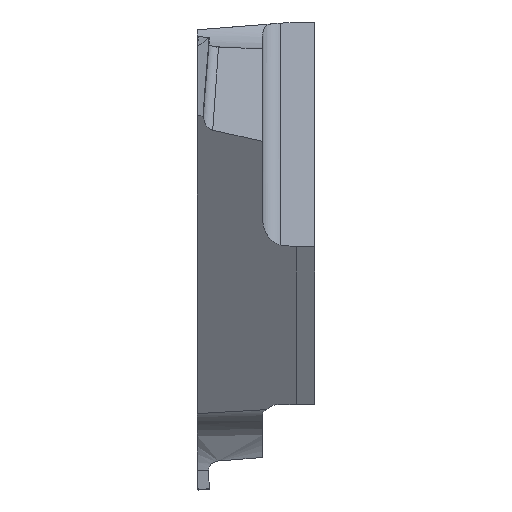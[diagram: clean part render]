
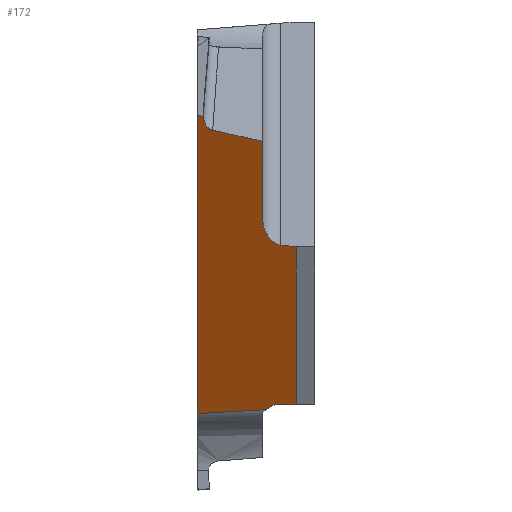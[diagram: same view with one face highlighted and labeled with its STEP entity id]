
A CAD part, front view. The second image highlights one B-rep face of the part: STEP entity #172.
In plain terms, the highlighted planar face has unit normal (-0.079, -0.863, -0.498).
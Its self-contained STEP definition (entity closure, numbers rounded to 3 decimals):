
#76=ELLIPSE('',#1440,0.815,0.5);
#77=ELLIPSE('',#1441,0.025,0.01);
#78=ELLIPSE('',#1442,0.506,0.5);
#110=FACE_OUTER_BOUND('',#286,.T.);
#172=ADVANCED_FACE('',(#110),#221,.T.);
#221=PLANE('',#1443);
#286=EDGE_LOOP('',(#517,#518,#519,#520,#521,#522,#523,#524,#525,#526,#527,
#528,#529));
#517=ORIENTED_EDGE('',*,*,#802,.T.);
#518=ORIENTED_EDGE('',*,*,#800,.F.);
#519=ORIENTED_EDGE('',*,*,#902,.T.);
#520=ORIENTED_EDGE('',*,*,#903,.T.);
#521=ORIENTED_EDGE('',*,*,#904,.T.);
#522=ORIENTED_EDGE('',*,*,#897,.T.);
#523=ORIENTED_EDGE('',*,*,#901,.T.);
#524=ORIENTED_EDGE('',*,*,#905,.T.);
#525=ORIENTED_EDGE('',*,*,#906,.F.);
#526=ORIENTED_EDGE('',*,*,#854,.T.);
#527=ORIENTED_EDGE('',*,*,#907,.T.);
#528=ORIENTED_EDGE('',*,*,#908,.F.);
#529=ORIENTED_EDGE('',*,*,#804,.T.);
#682=VERTEX_POINT('',#1926);
#683=VERTEX_POINT('',#1928);
#684=VERTEX_POINT('',#1932);
#685=VERTEX_POINT('',#1936);
#723=VERTEX_POINT('',#2225);
#724=VERTEX_POINT('',#2227);
#753=VERTEX_POINT('',#2509);
#754=VERTEX_POINT('',#2510);
#755=VERTEX_POINT('',#2525);
#756=VERTEX_POINT('',#2606);
#757=VERTEX_POINT('',#2608);
#758=VERTEX_POINT('',#2611);
#759=VERTEX_POINT('',#2617);
#800=EDGE_CURVE('',#682,#683,#1131,.T.);
#802=EDGE_CURVE('',#684,#683,#1133,.T.);
#804=EDGE_CURVE('',#685,#684,#1135,.T.);
#854=EDGE_CURVE('',#724,#723,#1160,.T.);
#897=EDGE_CURVE('',#753,#754,#1010,.T.);
#901=EDGE_CURVE('',#754,#755,#1013,.T.);
#902=EDGE_CURVE('',#682,#756,#76,.T.);
#903=EDGE_CURVE('',#756,#757,#1184,.T.);
#904=EDGE_CURVE('',#757,#753,#1185,.T.);
#905=EDGE_CURVE('',#755,#758,#1186,.T.);
#906=EDGE_CURVE('',#724,#758,#77,.T.);
#907=EDGE_CURVE('',#723,#759,#1014,.T.);
#908=EDGE_CURVE('',#685,#759,#78,.T.);
#1010=B_SPLINE_CURVE_WITH_KNOTS('',3,(#2493,#2494,#2495,#2496,#2497,#2498,
#2499,#2500,#2501,#2502,#2503,#2504,#2505,#2506,#2507,#2508),
 .UNSPECIFIED.,.F.,.F.,(4,1,1,1,1,1,1,1,1,1,1,1,1,4),(0.,0.077,
0.154,0.231,0.308,0.385,0.462,
0.538,0.615,0.692,0.769,0.846,
0.923,1.),.UNSPECIFIED.);
#1013=B_SPLINE_CURVE_WITH_KNOTS('',3,(#2526,#2527,#2528,#2529,#2530,#2531,
#2532,#2533,#2534,#2535,#2536,#2537,#2538),.UNSPECIFIED.,.F.,.F.,(4,1,1,
1,1,1,1,1,1,1,4),(0.,0.1,0.2,0.3,0.4,0.5,0.6,0.7,0.8,0.9,1.),
 .UNSPECIFIED.);
#1014=B_SPLINE_CURVE_WITH_KNOTS('',3,(#2613,#2614,#2615,#2616),
 .UNSPECIFIED.,.F.,.F.,(4,4),(0.,1.),.UNSPECIFIED.);
#1131=LINE('',#1927,#1239);
#1133=LINE('',#1931,#1241);
#1135=LINE('',#1935,#1243);
#1160=LINE('',#2226,#1268);
#1184=LINE('',#2607,#1294);
#1185=LINE('',#2609,#1295);
#1186=LINE('',#2610,#1296);
#1239=VECTOR('',#1522,1.);
#1241=VECTOR('',#1526,1.);
#1243=VECTOR('',#1530,1.);
#1268=VECTOR('',#1589,1.);
#1294=VECTOR('',#1647,1.);
#1295=VECTOR('',#1648,1.);
#1296=VECTOR('',#1649,1.);
#1440=AXIS2_PLACEMENT_3D('',#2605,#1645,#1646);
#1441=AXIS2_PLACEMENT_3D('',#2612,#1650,#1651);
#1442=AXIS2_PLACEMENT_3D('',#2618,#1652,#1653);
#1443=AXIS2_PLACEMENT_3D('',#2619,#1654,#1655);
#1522=DIRECTION('',(0.992,-0.018,-0.126));
#1526=DIRECTION('',(0.,-0.5,0.866));
#1530=DIRECTION('',(0.997,-0.073,-0.03));
#1589=DIRECTION('',(0.,0.5,-0.866));
#1645=DIRECTION('',(0.078,0.863,0.498));
#1646=DIRECTION('',(0.061,0.495,-0.867));
#1647=DIRECTION('',(0.,-0.5,0.866));
#1648=DIRECTION('',(-0.975,-0.038,0.219));
#1649=DIRECTION('',(-0.97,-0.049,0.237));
#1650=DIRECTION('',(0.078,0.863,0.498));
#1651=DIRECTION('',(-0.035,-0.497,0.867));
#1652=DIRECTION('',(-0.078,-0.863,-0.498));
#1653=DIRECTION('',(-0.486,0.47,-0.737));
#1654=DIRECTION('',(-0.078,-0.863,-0.498));
#1655=DIRECTION('',(-0.997,0.068,0.039));
#1926=CARTESIAN_POINT('',(2.26,-4.65,-1.32));
#1927=CARTESIAN_POINT('',(2.26,-4.65,-1.32));
#1928=CARTESIAN_POINT('',(2.68,-4.658,-1.373));
#1931=CARTESIAN_POINT('',(2.68,-2.187,-5.652));
#1932=CARTESIAN_POINT('',(2.68,-2.187,-5.652));
#1935=CARTESIAN_POINT('',(2.26,-2.156,-5.64));
#1936=CARTESIAN_POINT('',(2.26,-2.156,-5.64));
#2225=CARTESIAN_POINT('',(0.,-1.805,-5.891));
#2226=CARTESIAN_POINT('',(0.,-6.465,2.179));
#2227=CARTESIAN_POINT('',(0.,-6.465,2.179));
#2493=CARTESIAN_POINT('',(0.417,-6.278,1.789));
#2494=CARTESIAN_POINT('',(0.409,-6.278,1.791));
#2495=CARTESIAN_POINT('',(0.395,-6.279,1.795));
#2496=CARTESIAN_POINT('',(0.373,-6.282,1.804));
#2497=CARTESIAN_POINT('',(0.351,-6.286,1.815));
#2498=CARTESIAN_POINT('',(0.329,-6.292,1.829));
#2499=CARTESIAN_POINT('',(0.306,-6.301,1.846));
#2500=CARTESIAN_POINT('',(0.284,-6.311,1.868));
#2501=CARTESIAN_POINT('',(0.262,-6.323,1.893));
#2502=CARTESIAN_POINT('',(0.24,-6.339,1.923));
#2503=CARTESIAN_POINT('',(0.22,-6.357,1.958));
#2504=CARTESIAN_POINT('',(0.202,-6.379,1.998));
#2505=CARTESIAN_POINT('',(0.186,-6.403,2.043));
#2506=CARTESIAN_POINT('',(0.174,-6.43,2.092));
#2507=CARTESIAN_POINT('',(0.169,-6.45,2.126));
#2508=CARTESIAN_POINT('',(0.167,-6.46,2.144));
#2509=CARTESIAN_POINT('',(0.417,-6.278,1.789));
#2510=CARTESIAN_POINT('',(0.167,-6.46,2.144));
#2525=CARTESIAN_POINT('',(0.158,-6.469,2.162));
#2526=CARTESIAN_POINT('',(0.167,-6.46,2.144));
#2527=CARTESIAN_POINT('',(0.167,-6.46,2.145));
#2528=CARTESIAN_POINT('',(0.167,-6.461,2.147));
#2529=CARTESIAN_POINT('',(0.166,-6.463,2.15));
#2530=CARTESIAN_POINT('',(0.166,-6.464,2.152));
#2531=CARTESIAN_POINT('',(0.165,-6.466,2.155));
#2532=CARTESIAN_POINT('',(0.164,-6.467,2.157));
#2533=CARTESIAN_POINT('',(0.163,-6.467,2.158));
#2534=CARTESIAN_POINT('',(0.162,-6.468,2.16));
#2535=CARTESIAN_POINT('',(0.161,-6.469,2.161));
#2536=CARTESIAN_POINT('',(0.159,-6.469,2.162));
#2537=CARTESIAN_POINT('',(0.159,-6.469,2.162));
#2538=CARTESIAN_POINT('',(0.158,-6.469,2.162));
#2605=CARTESIAN_POINT('',(2.26,-5.056,-0.616));
#2606=CARTESIAN_POINT('',(1.76,-5.047,-0.553));
#2607=CARTESIAN_POINT('',(1.76,-5.047,-0.553));
#2608=CARTESIAN_POINT('',(1.76,-6.225,1.487));
#2609=CARTESIAN_POINT('',(1.76,-6.225,1.487));
#2610=CARTESIAN_POINT('',(0.158,-6.469,2.162));
#2611=CARTESIAN_POINT('',(0.01,-6.477,2.198));
#2612=CARTESIAN_POINT('',(0.01,-6.464,2.177));
#2613=CARTESIAN_POINT('',(0.,-1.805,-5.891));
#2614=CARTESIAN_POINT('',(0.625,-1.889,-5.845));
#2615=CARTESIAN_POINT('',(1.251,-1.966,-5.811));
#2616=CARTESIAN_POINT('',(1.879,-2.039,-5.783));
#2617=CARTESIAN_POINT('',(1.879,-2.039,-5.783));
#2618=CARTESIAN_POINT('',(2.26,-1.904,-6.077));
#2619=CARTESIAN_POINT('',(0.,0.183,-9.335));
